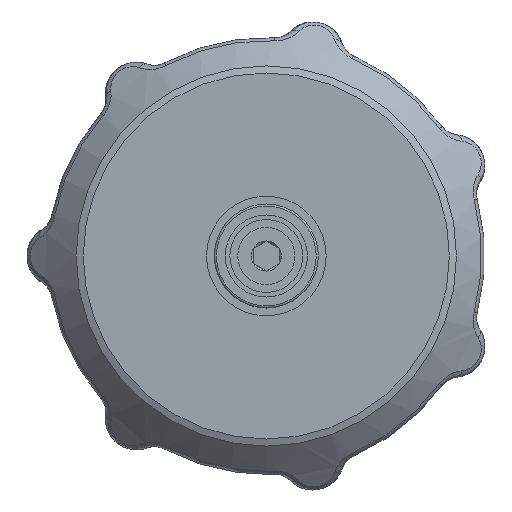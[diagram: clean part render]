
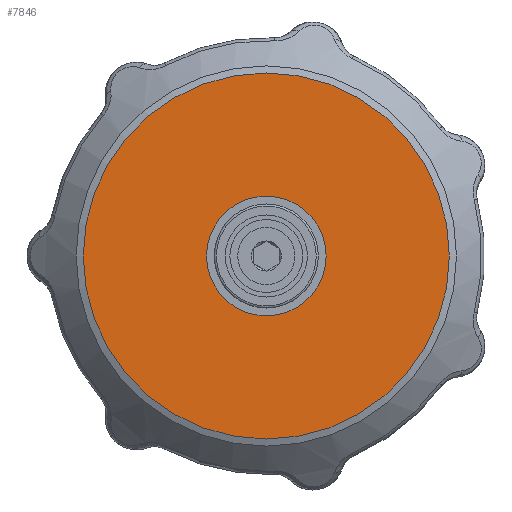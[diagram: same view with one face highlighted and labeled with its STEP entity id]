
A CAD part, front view. The second image highlights one B-rep face of the part: STEP entity #7846.
In plain terms, the highlighted face is planar.
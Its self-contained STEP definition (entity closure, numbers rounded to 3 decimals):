
#327=FACE_BOUND('',#1362,.T.);
#368=PLANE('',#8449);
#861=FACE_OUTER_BOUND('',#1361,.T.);
#1361=EDGE_LOOP('',(#5237));
#1362=EDGE_LOOP('',(#5238));
#1879=CIRCLE('',#8438,17.6);
#1889=CIRCLE('',#8450,5.5);
#3098=VERTEX_POINT('',#12970);
#3129=VERTEX_POINT('',#13764);
#3916=EDGE_CURVE('',#3098,#3098,#1879,.T.);
#3949=EDGE_CURVE('',#3129,#3129,#1889,.T.);
#5237=ORIENTED_EDGE('',*,*,#3916,.F.);
#5238=ORIENTED_EDGE('',*,*,#3949,.F.);
#7846=ADVANCED_FACE('',(#861,#327),#368,.F.);
#8438=AXIS2_PLACEMENT_3D('',#12971,#9433,#9434);
#8449=AXIS2_PLACEMENT_3D('',#13763,#9457,#9458);
#8450=AXIS2_PLACEMENT_3D('',#13765,#9459,#9460);
#9433=DIRECTION('center_axis',(0.,0.,1.));
#9434=DIRECTION('ref_axis',(0.,-1.,0.));
#9457=DIRECTION('center_axis',(0.,0.,1.));
#9458=DIRECTION('ref_axis',(0.,-1.,0.));
#9459=DIRECTION('center_axis',(0.,0.,-1.));
#9460=DIRECTION('ref_axis',(0.,1.,0.));
#12970=CARTESIAN_POINT('',(0.,13.6,0.));
#12971=CARTESIAN_POINT('Origin',(0.,-4.,0.));
#13763=CARTESIAN_POINT('Origin',(0.,-4.,0.));
#13764=CARTESIAN_POINT('',(0.,-9.5,0.));
#13765=CARTESIAN_POINT('Origin',(0.,-4.,0.));
